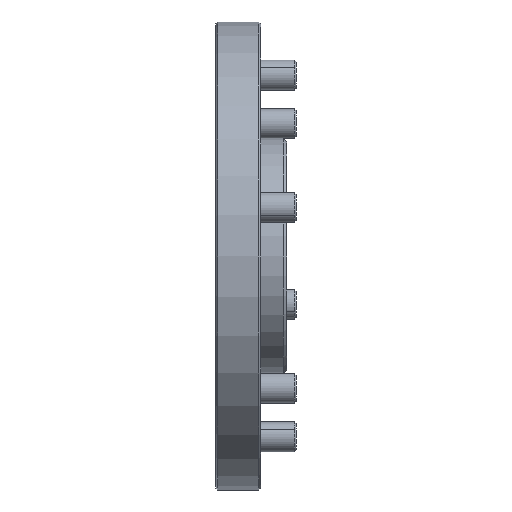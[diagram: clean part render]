
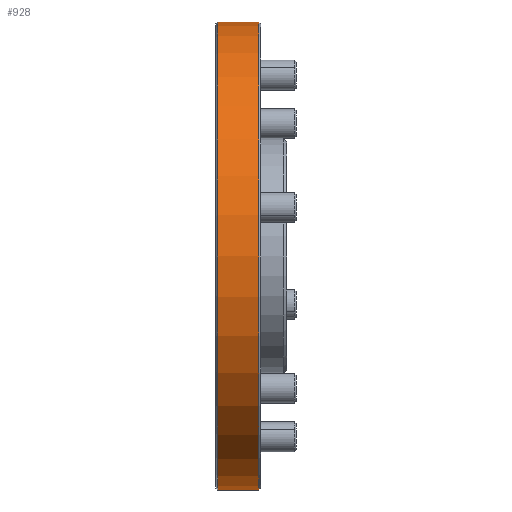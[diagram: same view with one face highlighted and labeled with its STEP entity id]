
A CAD part, left-side view. The second image highlights one B-rep face of the part: STEP entity #928.
In plain terms, the highlighted cylindrical face has radius 62.5 mm (diameter 125 mm), a partial arc.
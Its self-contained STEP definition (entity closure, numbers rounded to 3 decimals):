
#49 = CARTESIAN_POINT ( 'NONE',  ( 0., -7., 62.5 ) ) ;
#267 = DIRECTION ( 'NONE',  ( 0., -1., 0. ) ) ;
#421 = CARTESIAN_POINT ( 'NONE',  ( 0., 0.5, 62.5 ) ) ;
#458 = LINE ( 'NONE', #3667, #3019 ) ;
#492 = EDGE_CURVE ( 'NONE', #3319, #1751, #5632, .T. ) ;
#584 = DIRECTION ( 'NONE',  ( 0., -1., 0. ) ) ;
#680 = CIRCLE ( 'NONE', #4217, 62.5 ) ;
#797 = EDGE_CURVE ( 'NONE', #1751, #1908, #680, .T. ) ;
#928 = ADVANCED_FACE ( 'NONE', ( #2591 ), #1672, .T. ) ;
#1073 = ORIENTED_EDGE ( 'NONE', *, *, #3518, .T. ) ;
#1241 = DIRECTION ( 'NONE',  ( 0., 0., -1. ) ) ;
#1306 = CARTESIAN_POINT ( 'NONE',  ( 0., 0.5, -62.5 ) ) ;
#1672 = CYLINDRICAL_SURFACE ( 'NONE', #2276, 62.5 ) ;
#1694 = CARTESIAN_POINT ( 'NONE',  ( 0., 11.5, 62.5 ) ) ;
#1751 = VERTEX_POINT ( 'NONE', #421 ) ;
#1908 = VERTEX_POINT ( 'NONE', #1306 ) ;
#2011 = DIRECTION ( 'NONE',  ( 0., 0., -1. ) ) ;
#2161 = DIRECTION ( 'NONE',  ( 0., -1., 0. ) ) ;
#2276 = AXIS2_PLACEMENT_3D ( 'NONE', #5368, #267, #2011 ) ;
#2591 = FACE_OUTER_BOUND ( 'NONE', #5323, .T. ) ;
#2707 = EDGE_CURVE ( 'NONE', #5458, #1908, #458, .T. ) ;
#2727 = CARTESIAN_POINT ( 'NONE',  ( 0., 11.5, 0. ) ) ;
#2831 = CARTESIAN_POINT ( 'NONE',  ( 0., 0.5, 0. ) ) ;
#2858 = ORIENTED_EDGE ( 'NONE', *, *, #2707, .T. ) ;
#3019 = VECTOR ( 'NONE', #5969, 1000. ) ;
#3319 = VERTEX_POINT ( 'NONE', #1694 ) ;
#3322 = AXIS2_PLACEMENT_3D ( 'NONE', #2727, #2161, #1241 ) ;
#3337 = DIRECTION ( 'NONE',  ( 0., 0., -1. ) ) ;
#3518 = EDGE_CURVE ( 'NONE', #3319, #5458, #5805, .T. ) ;
#3667 = CARTESIAN_POINT ( 'NONE',  ( 0., -7., -62.5 ) ) ;
#3691 = DIRECTION ( 'NONE',  ( 0., -1., 0. ) ) ;
#4217 = AXIS2_PLACEMENT_3D ( 'NONE', #2831, #584, #3337 ) ;
#4505 = ORIENTED_EDGE ( 'NONE', *, *, #797, .F. ) ;
#4767 = ORIENTED_EDGE ( 'NONE', *, *, #492, .F. ) ;
#4836 = CARTESIAN_POINT ( 'NONE',  ( 0., 11.5, -62.5 ) ) ;
#5323 = EDGE_LOOP ( 'NONE', ( #4767, #1073, #2858, #4505 ) ) ;
#5368 = CARTESIAN_POINT ( 'NONE',  ( 0., -7., 0. ) ) ;
#5458 = VERTEX_POINT ( 'NONE', #4836 ) ;
#5632 = LINE ( 'NONE', #49, #6007 ) ;
#5805 = CIRCLE ( 'NONE', #3322, 62.5 ) ;
#5969 = DIRECTION ( 'NONE',  ( 0., -1., 0. ) ) ;
#6007 = VECTOR ( 'NONE', #3691, 1000. ) ;
